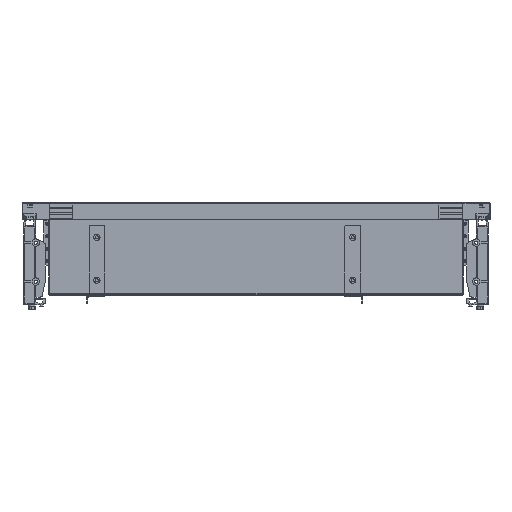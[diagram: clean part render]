
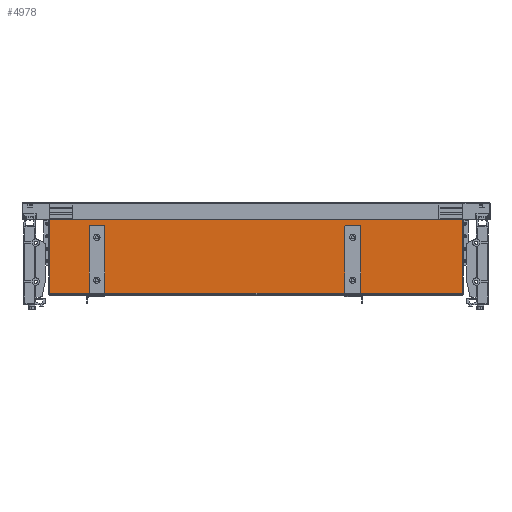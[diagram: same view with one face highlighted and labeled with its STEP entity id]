
A CAD part, left-side view. The second image highlights one B-rep face of the part: STEP entity #4978.
In plain terms, the highlighted planar face has unit normal (-1, 0, 0).
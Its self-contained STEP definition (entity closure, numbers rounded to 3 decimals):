
#4978=ADVANCED_FACE('',(#11236),#11237,.T.);
#11236=FACE_OUTER_BOUND('',#18747,.T.);
#11237=PLANE('',#18748);
#18747=EDGE_LOOP('',(#32455,#32456,#32457,#32458,#32459,#32460,#32461,#32462));
#18748=AXIS2_PLACEMENT_3D('',#32463,#32464,#32465);
#32455=ORIENTED_EDGE('',*,*,#48707,.T.);
#32456=ORIENTED_EDGE('',*,*,#48641,.T.);
#32457=ORIENTED_EDGE('',*,*,#48715,.T.);
#32458=ORIENTED_EDGE('',*,*,#48919,.F.);
#32459=ORIENTED_EDGE('',*,*,#48631,.F.);
#32460=ORIENTED_EDGE('',*,*,#48565,.F.);
#32461=ORIENTED_EDGE('',*,*,#48639,.F.);
#32462=ORIENTED_EDGE('',*,*,#49040,.T.);
#32463=CARTESIAN_POINT('',(18.25,35.85,72.55));
#32464=DIRECTION('',(-1.0,0.0,0.0));
#32465=DIRECTION('',(0.0,0.0,1.0));
#48565=EDGE_CURVE('',#59108,#59109,#59110,.T.);
#48631=EDGE_CURVE('',#59109,#59200,#59201,.T.);
#48639=EDGE_CURVE('',#59214,#59108,#59216,.T.);
#48641=EDGE_CURVE('',#59218,#59219,#59220,.T.);
#48707=EDGE_CURVE('',#59310,#59218,#59311,.T.);
#48715=EDGE_CURVE('',#59219,#59324,#59326,.T.);
#48919=EDGE_CURVE('',#59200,#59324,#59612,.T.);
#49040=EDGE_CURVE('',#59214,#59310,#59785,.T.);
#59108=VERTEX_POINT('',#74481);
#59109=VERTEX_POINT('',#74482);
#59110=LINE('',#74483,#74484);
#59200=VERTEX_POINT('',#74600);
#59201=LINE('',#74601,#74602);
#59214=VERTEX_POINT('',#74618);
#59216=LINE('',#74620,#74621);
#59218=VERTEX_POINT('',#74623);
#59219=VERTEX_POINT('',#74624);
#59220=LINE('',#74625,#74626);
#59310=VERTEX_POINT('',#74742);
#59311=LINE('',#74743,#74744);
#59324=VERTEX_POINT('',#74760);
#59326=LINE('',#74762,#74763);
#59612=LINE('',#75169,#75170);
#59785=LINE('',#75406,#75407);
#74481=CARTESIAN_POINT('',(18.25,35.85,115.8));
#74482=CARTESIAN_POINT('',(18.25,35.85,55.8));
#74483=CARTESIAN_POINT('',(18.25,35.85,124.55));
#74484=VECTOR('',#89581,1.0);
#74600=CARTESIAN_POINT('',(18.25,35.85,20.55));
#74601=CARTESIAN_POINT('',(18.25,35.85,124.55));
#74602=VECTOR('',#89668,1.0);
#74618=CARTESIAN_POINT('',(18.25,35.85,124.55));
#74620=CARTESIAN_POINT('',(18.25,35.85,124.55));
#74621=VECTOR('',#89684,1.0);
#74623=CARTESIAN_POINT('',(18.25,564.15,115.8));
#74624=CARTESIAN_POINT('',(18.25,564.15,55.8));
#74625=CARTESIAN_POINT('',(18.25,564.15,124.55));
#74626=VECTOR('',#89685,1.0);
#74742=CARTESIAN_POINT('',(18.25,564.15,124.55));
#74743=CARTESIAN_POINT('',(18.25,564.15,124.55));
#74744=VECTOR('',#89772,1.0);
#74760=CARTESIAN_POINT('',(18.25,564.15,20.55));
#74762=CARTESIAN_POINT('',(18.25,564.15,124.55));
#74763=VECTOR('',#89788,1.0);
#75169=CARTESIAN_POINT('',(18.25,35.85,20.55));
#75170=VECTOR('',#89987,1.0);
#75406=CARTESIAN_POINT('',(18.25,35.85,124.55));
#75407=VECTOR('',#90147,1.0);
#89581=DIRECTION('',(0.0,0.0,-1.0));
#89668=DIRECTION('',(0.0,0.0,-1.0));
#89684=DIRECTION('',(0.0,0.0,-1.0));
#89685=DIRECTION('',(0.0,0.0,-1.0));
#89772=DIRECTION('',(0.0,0.0,-1.0));
#89788=DIRECTION('',(0.0,0.0,-1.0));
#89987=DIRECTION('',(0.0,1.0,0.0));
#90147=DIRECTION('',(0.0,1.0,0.0));
